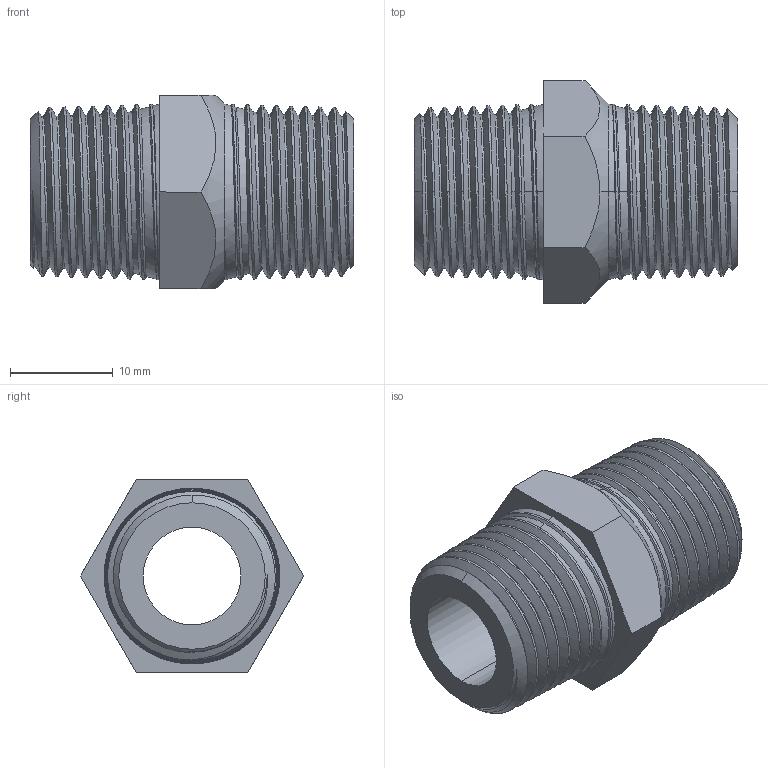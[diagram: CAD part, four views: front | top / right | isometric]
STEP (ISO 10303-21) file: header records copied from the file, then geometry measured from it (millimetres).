
FILE_DESCRIPTION (( 'STEP AP214' ), '1' );
FILE_NAME ('male conector 3_8 NPT.STEP', '2020-03-23T17:04:46', ( '' ), ( '' ), 'SwSTEP 2.0', 'SolidWorks 2019', '' );
FILE_SCHEMA (( 'AUTOMOTIVE_DESIGN' ));
Length unit declared in the file: inch
Products named in the file (1): male conector 3_8 NPT
Bounding box: 31.5 x 21.73 x 18.82 mm (x, y, z)
Volume: 4692.4 mm3; surface area: 3629.1 mm2
Topology: 1 solids, 1 shells, 77 faces, 214 edges, 140 vertices
Faces by surface type: cone 60, plane 9, bspline 6, cylinder 2
Entity records: 13794 total; most frequent: CARTESIAN_POINT 12024, ORIENTED_EDGE 428, DIRECTION 254, EDGE_CURVE 214, VERTEX_POINT 140, B_SPLINE_CURVE_WITH_KNOTS 124, AXIS2_PLACEMENT_3D 92, EDGE_LOOP 80
